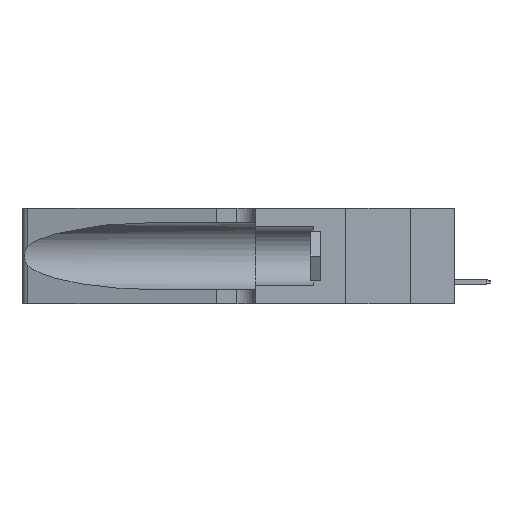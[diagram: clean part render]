
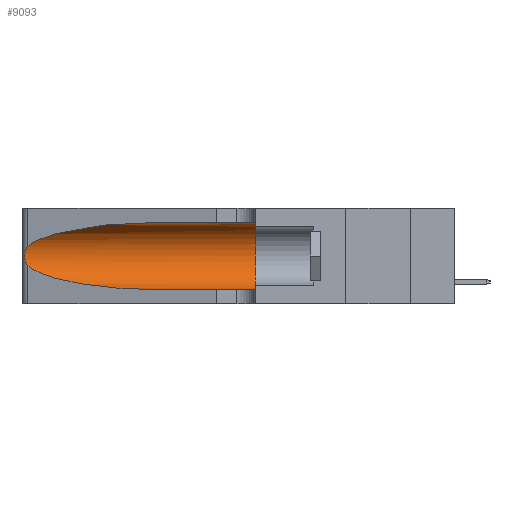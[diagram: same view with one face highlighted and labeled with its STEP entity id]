
A CAD part, left-side view. The second image highlights one B-rep face of the part: STEP entity #9093.
In plain terms, the highlighted cylindrical face has radius 3.308 mm (diameter 6.617 mm), a partial arc.
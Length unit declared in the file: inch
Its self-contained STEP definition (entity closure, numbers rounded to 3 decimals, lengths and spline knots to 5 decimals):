
#193 = EDGE_CURVE ( 'NONE', #23287, #18364, #17448, .T. ) ;
#330 =( BOUNDED_CURVE ( )  B_SPLINE_CURVE ( 3, ( #25293, #16267, #16782, #24643 ),
 .UNSPECIFIED., .F., .T. ) 
 B_SPLINE_CURVE_WITH_KNOTS ( ( 4, 4 ),
 ( 3.44316, 4.71239 ),
 .UNSPECIFIED. ) 
 CURVE ( )  GEOMETRIC_REPRESENTATION_ITEM ( )  RATIONAL_B_SPLINE_CURVE ( ( 1., 0.87, 0.87, 1. ) ) 
 REPRESENTATION_ITEM ( '' )  );
#859 = B_SPLINE_CURVE_WITH_KNOTS ( 'NONE', 3,
 ( #9481, #13606, #9615, #17883, #24203, #5338, #13745, #1611, #15960, #9888, #22004, #3286, #3559, #5601 ),
 .UNSPECIFIED., .F., .F.,
 ( 4, 2, 2, 2, 2, 2, 4 ),
 ( 0., 0.00027, 0.00053, 0.00107, 0.0016, 0.00187, 0.00214 ),
 .UNSPECIFIED. ) ;
#1202 = CARTESIAN_POINT ( 'NONE',  ( 0.25487, 1.22718, 0.22369 ) ) ;
#1611 = CARTESIAN_POINT ( 'NONE',  ( 0.26075, 1.23896, 0.178 ) ) ;
#1649 = LINE ( 'NONE', #10055, #23274 ) ;
#2882 = AXIS2_PLACEMENT_3D ( 'NONE', #14280, #20440, #3369 ) ;
#3074 = ORIENTED_EDGE ( 'NONE', *, *, #26240, .F. ) ;
#3286 = CARTESIAN_POINT ( 'NONE',  ( 0.25639, 1.23186, 0.15144 ) ) ;
#3369 = DIRECTION ( 'NONE',  ( 0., 0., 1. ) ) ;
#3559 = CARTESIAN_POINT ( 'NONE',  ( 0.25555, 1.22993, 0.14849 ) ) ;
#5338 = CARTESIAN_POINT ( 'NONE',  ( 0.26018, 1.23835, 0.19895 ) ) ;
#5601 = CARTESIAN_POINT ( 'NONE',  ( 0.25487, 1.22718, 0.14631 ) ) ;
#6031 = AXIS2_PLACEMENT_3D ( 'NONE', #6687, #23062, #16738 ) ;
#6042 = CARTESIAN_POINT ( 'NONE',  ( 0.1305, 0.72297, 0.31525 ) ) ;
#6341 = DIRECTION ( 'NONE',  ( 0., -1., 0. ) ) ;
#6687 = CARTESIAN_POINT ( 'NONE',  ( 0.1305, 1.61858, 0.185 ) ) ;
#6728 = ORIENTED_EDGE ( 'NONE', *, *, #15494, .T. ) ;
#7041 = CARTESIAN_POINT ( 'NONE',  ( 0.1305, 0.35, 0.05475 ) ) ;
#8149 = CIRCLE ( 'NONE', #2882, 0.13025 ) ;
#8603 = FACE_OUTER_BOUND ( 'NONE', #12635, .T. ) ;
#9093 = ADVANCED_FACE ( 'NONE', ( #8603 ), #19343, .F. ) ;
#9481 = CARTESIAN_POINT ( 'NONE',  ( 0.25487, 1.22718, 0.22369 ) ) ;
#9615 = CARTESIAN_POINT ( 'NONE',  ( 0.25639, 1.23184, 0.21858 ) ) ;
#9888 = CARTESIAN_POINT ( 'NONE',  ( 0.25856, 1.23593, 0.16098 ) ) ;
#10055 = CARTESIAN_POINT ( 'NONE',  ( 0.1305, 1.61858, 0.31525 ) ) ;
#10291 = CARTESIAN_POINT ( 'NONE',  ( 0.1305, 0.72297, 0.31525 ) ) ;
#10451 = ORIENTED_EDGE ( 'NONE', *, *, #21747, .T. ) ;
#10989 = VERTEX_POINT ( 'NONE', #16772 ) ;
#11036 = VECTOR ( 'NONE', #13434, 39.37008 ) ;
#12237 = VERTEX_POINT ( 'NONE', #6042 ) ;
#12635 = EDGE_LOOP ( 'NONE', ( #10451, #15491, #6728, #15070, #26297, #3074 ) ) ;
#13434 = DIRECTION ( 'NONE',  ( 0., -1., 0. ) ) ;
#13606 = CARTESIAN_POINT ( 'NONE',  ( 0.25555, 1.22994, 0.2215 ) ) ;
#13745 = CARTESIAN_POINT ( 'NONE',  ( 0.26075, 1.23896, 0.19203 ) ) ;
#13994 = EDGE_CURVE ( 'NONE', #25889, #10989, #859, .T. ) ;
#14280 = CARTESIAN_POINT ( 'NONE',  ( 0.1305, 0.35, 0.185 ) ) ;
#15070 = ORIENTED_EDGE ( 'NONE', *, *, #193, .T. ) ;
#15491 = ORIENTED_EDGE ( 'NONE', *, *, #13994, .T. ) ;
#15494 = EDGE_CURVE ( 'NONE', #10989, #23287, #330, .T. ) ;
#15960 = CARTESIAN_POINT ( 'NONE',  ( 0.26017, 1.23833, 0.17102 ) ) ;
#16267 = CARTESIAN_POINT ( 'NONE',  ( 0.2373, 1.15595, 0.08982 ) ) ;
#16738 = DIRECTION ( 'NONE',  ( 0., 0., -1. ) ) ;
#16772 = CARTESIAN_POINT ( 'NONE',  ( 0.25487, 1.22718, 0.14631 ) ) ;
#16782 = CARTESIAN_POINT ( 'NONE',  ( 0.18966, 0.96281, 0.05475 ) ) ;
#17448 = LINE ( 'NONE', #19632, #11036 ) ;
#17883 = CARTESIAN_POINT ( 'NONE',  ( 0.25787, 1.23484, 0.2124 ) ) ;
#18364 = VERTEX_POINT ( 'NONE', #7041 ) ;
#18687 = CARTESIAN_POINT ( 'NONE',  ( 0.2373, 1.15595, 0.28018 ) ) ;
#19343 = CYLINDRICAL_SURFACE ( 'NONE', #6031, 0.13025 ) ;
#19632 = CARTESIAN_POINT ( 'NONE',  ( 0.1305, 1.61858, 0.05475 ) ) ;
#19634 = CARTESIAN_POINT ( 'NONE',  ( 0.1305, 0.35, 0.31525 ) ) ;
#20440 = DIRECTION ( 'NONE',  ( 0., 1., 0. ) ) ;
#21747 = EDGE_CURVE ( 'NONE', #12237, #25889, #23890, .T. ) ;
#21752 = EDGE_CURVE ( 'NONE', #23228, #18364, #8149, .T. ) ;
#22004 = CARTESIAN_POINT ( 'NONE',  ( 0.25789, 1.23486, 0.15765 ) ) ;
#23062 = DIRECTION ( 'NONE',  ( 0., -1., 0. ) ) ;
#23228 = VERTEX_POINT ( 'NONE', #19634 ) ;
#23274 = VECTOR ( 'NONE', #6341, 39.37008 ) ;
#23287 = VERTEX_POINT ( 'NONE', #25685 ) ;
#23890 =( BOUNDED_CURVE ( )  B_SPLINE_CURVE ( 3, ( #10291, #25153, #18687, #25004 ),
 .UNSPECIFIED., .F., .T. ) 
 B_SPLINE_CURVE_WITH_KNOTS ( ( 4, 4 ),
 ( 1.5708, 2.84003 ),
 .UNSPECIFIED. ) 
 CURVE ( )  GEOMETRIC_REPRESENTATION_ITEM ( )  RATIONAL_B_SPLINE_CURVE ( ( 1., 0.87, 0.87, 1. ) ) 
 REPRESENTATION_ITEM ( '' )  );
#24203 = CARTESIAN_POINT ( 'NONE',  ( 0.25854, 1.2359, 0.20912 ) ) ;
#24643 = CARTESIAN_POINT ( 'NONE',  ( 0.1305, 0.72297, 0.05475 ) ) ;
#25004 = CARTESIAN_POINT ( 'NONE',  ( 0.25487, 1.22718, 0.22369 ) ) ;
#25153 = CARTESIAN_POINT ( 'NONE',  ( 0.18966, 0.96281, 0.31525 ) ) ;
#25293 = CARTESIAN_POINT ( 'NONE',  ( 0.25487, 1.22718, 0.14631 ) ) ;
#25685 = CARTESIAN_POINT ( 'NONE',  ( 0.1305, 0.72297, 0.05475 ) ) ;
#25889 = VERTEX_POINT ( 'NONE', #1202 ) ;
#26240 = EDGE_CURVE ( 'NONE', #12237, #23228, #1649, .T. ) ;
#26297 = ORIENTED_EDGE ( 'NONE', *, *, #21752, .F. ) ;
